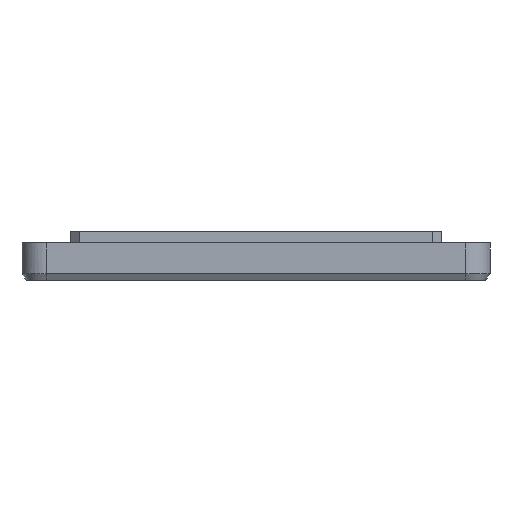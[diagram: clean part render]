
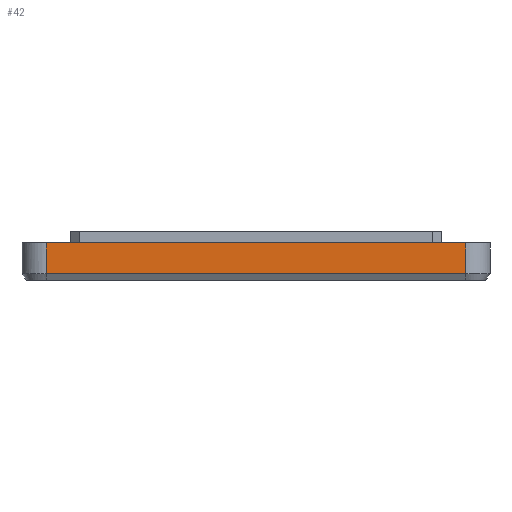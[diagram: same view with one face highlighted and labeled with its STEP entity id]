
A CAD part, left-side view. The second image highlights one B-rep face of the part: STEP entity #42.
In plain terms, the highlighted free-form (B-spline) face has degree [2, 1] with [3, 2] control points.
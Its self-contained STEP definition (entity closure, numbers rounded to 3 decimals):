
#42=ADVANCED_FACE('',(#175),#2108,.T.);
#175=FACE_OUTER_BOUND('',#308,.T.);
#308=EDGE_LOOP('',(#484,#485,#486,#487));
#484=ORIENTED_EDGE('',*,*,#1155,.T.);
#485=ORIENTED_EDGE('',*,*,#1153,.F.);
#486=ORIENTED_EDGE('',*,*,#1154,.F.);
#487=ORIENTED_EDGE('',*,*,#1152,.F.);
#1152=EDGE_CURVE('',#1853,#1852,#1764,.T.);
#1153=EDGE_CURVE('',#1854,#1855,#1765,.T.);
#1154=EDGE_CURVE('',#1852,#1854,#1766,.T.);
#1155=EDGE_CURVE('',#1853,#1855,#1767,.T.);
#1764=(
BOUNDED_CURVE()
B_SPLINE_CURVE(2,(#3418,#3419,#3420),.UNSPECIFIED.,.F.,.F.)
B_SPLINE_CURVE_WITH_KNOTS((3,3),(-115.71,-3.71),
 .UNSPECIFIED.)
CURVE()
GEOMETRIC_REPRESENTATION_ITEM()
RATIONAL_B_SPLINE_CURVE((1.,1.,1.))
REPRESENTATION_ITEM('')
);
#1765=(
BOUNDED_CURVE()
B_SPLINE_CURVE(2,(#3421,#3422,#3423),.UNSPECIFIED.,.F.,.F.)
B_SPLINE_CURVE_WITH_KNOTS((3,3),(3.71,115.71),
 .UNSPECIFIED.)
CURVE()
GEOMETRIC_REPRESENTATION_ITEM()
RATIONAL_B_SPLINE_CURVE((1.,1.,1.))
REPRESENTATION_ITEM('')
);
#1766=(
BOUNDED_CURVE()
B_SPLINE_CURVE(1,(#3424,#3425),.UNSPECIFIED.,.F.,.F.)
B_SPLINE_CURVE_WITH_KNOTS((2,2),(5.999,14.195),
 .UNSPECIFIED.)
CURVE()
GEOMETRIC_REPRESENTATION_ITEM()
RATIONAL_B_SPLINE_CURVE((1.,1.))
REPRESENTATION_ITEM('')
);
#1767=(
BOUNDED_CURVE()
B_SPLINE_CURVE(1,(#3426,#3427),.UNSPECIFIED.,.F.,.F.)
B_SPLINE_CURVE_WITH_KNOTS((2,2),(5.999,14.195),
 .UNSPECIFIED.)
CURVE()
GEOMETRIC_REPRESENTATION_ITEM()
RATIONAL_B_SPLINE_CURVE((1.,1.))
REPRESENTATION_ITEM('')
);
#1852=VERTEX_POINT('',#3190);
#1853=VERTEX_POINT('',#3191);
#1854=VERTEX_POINT('',#3192);
#1855=VERTEX_POINT('',#3193);
#2108=(
BOUNDED_SURFACE()
B_SPLINE_SURFACE(2,1,((#2393,#2394),(#2395,#2396),(#2397,#2398)),
 .UNSPECIFIED.,.F.,.F.,.F.)
B_SPLINE_SURFACE_WITH_KNOTS((3,3),(2,2),(3.71,115.71),
(5.999,14.195),.UNSPECIFIED.)
GEOMETRIC_REPRESENTATION_ITEM()
RATIONAL_B_SPLINE_SURFACE(((1.,1.),(1.,1.),(1.,1.)))
REPRESENTATION_ITEM('')
SURFACE()
);
#2393=CARTESIAN_POINT('',(-62.5,-56.,-5.999));
#2394=CARTESIAN_POINT('',(-62.5,-56.,-14.195));
#2395=CARTESIAN_POINT('',(-62.5,0.,-5.999));
#2396=CARTESIAN_POINT('',(-62.5,0.,-14.195));
#2397=CARTESIAN_POINT('',(-62.5,56.,-5.999));
#2398=CARTESIAN_POINT('',(-62.5,56.,-14.195));
#3190=CARTESIAN_POINT('',(-62.5,-56.,-5.999));
#3191=CARTESIAN_POINT('',(-62.5,56.,-5.999));
#3192=CARTESIAN_POINT('',(-62.5,-56.,-14.195));
#3193=CARTESIAN_POINT('',(-62.5,56.,-14.195));
#3418=CARTESIAN_POINT('',(-62.5,56.,-5.999));
#3419=CARTESIAN_POINT('',(-62.5,0.,-5.999));
#3420=CARTESIAN_POINT('',(-62.5,-56.,-5.999));
#3421=CARTESIAN_POINT('',(-62.5,-56.,-14.195));
#3422=CARTESIAN_POINT('',(-62.5,0.,-14.195));
#3423=CARTESIAN_POINT('',(-62.5,56.,-14.195));
#3424=CARTESIAN_POINT('',(-62.5,-56.,-5.999));
#3425=CARTESIAN_POINT('',(-62.5,-56.,-14.195));
#3426=CARTESIAN_POINT('',(-62.5,56.,-5.999));
#3427=CARTESIAN_POINT('',(-62.5,56.,-14.195));
